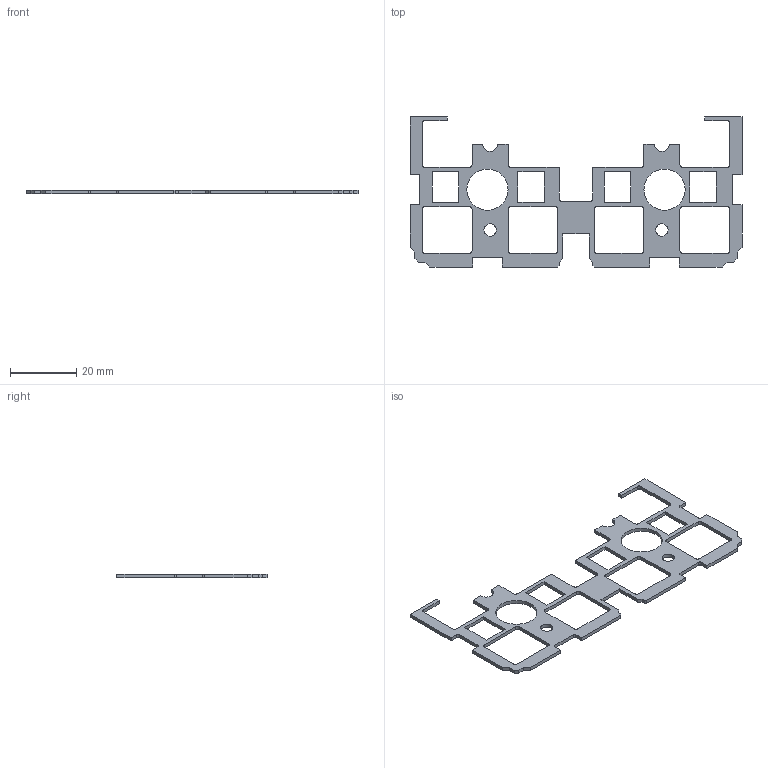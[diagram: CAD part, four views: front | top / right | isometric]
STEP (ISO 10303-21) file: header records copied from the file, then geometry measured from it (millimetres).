
FILE_DESCRIPTION(('KiCad electronic assembly'),'2;1');
FILE_NAME('PCBA-VSNX-SPACER-3D.step','2025-10-20T18:27:46',('Pcbnew'),( 'Kicad'),'Open CASCADE STEP processor 7.6','KiCad to STEP converter' ,'Unknown');
FILE_SCHEMA(('AUTOMOTIVE_DESIGN { 1 0 10303 214 1 1 1 1 }'));
Length unit declared in the file: millimetre
Products named in the file (2): PCBA-VSNX-SPACER-3D 1; PCBA-VSNX-SPACER_PCB
Assembly tree (1 placements, depth 2):
  PCBA-VSNX-SPACER-3D 1
    PCBA-VSNX-SPACER_PCB
Bounding box: 100 x 45.25 x 1.11 mm (x, y, z)
Volume: 1723 mm3; surface area: 4106.9 mm2
Topology: 1 solids, 1 shells, 136 faces, 402 edges, 268 vertices
Faces by surface type: plane 96, cylinder 40
Full cylindrical faces by diameter (mm): 3.7 x2, 12.4 x2
Entity records: 4611 total; most frequent: CARTESIAN_POINT 808, ORIENTED_EDGE 804, DIRECTION 758, EDGE_CURVE 402, LINE 322, VECTOR 322, VERTEX_POINT 268, AXIS2_PLACEMENT_3D 218
